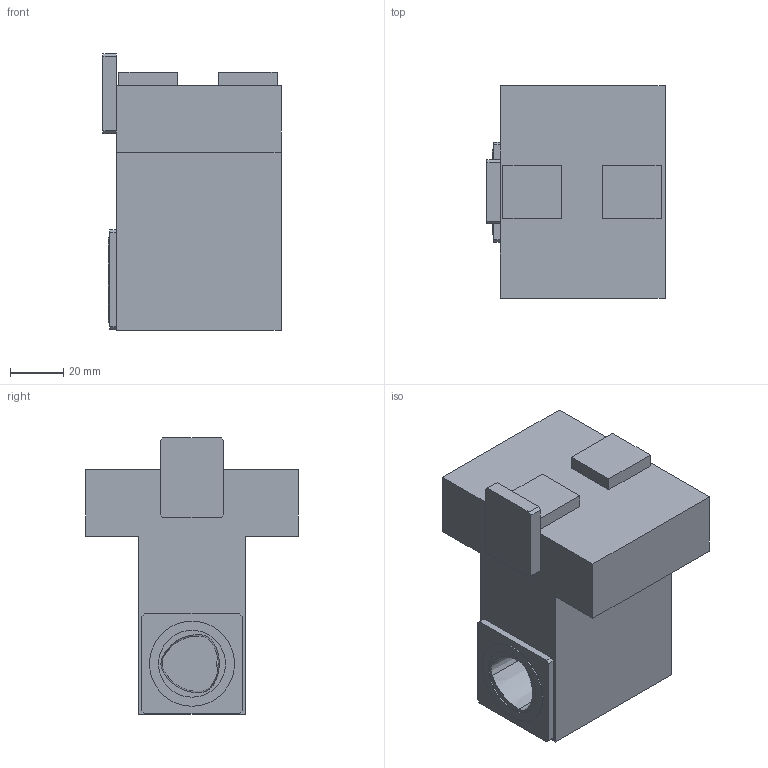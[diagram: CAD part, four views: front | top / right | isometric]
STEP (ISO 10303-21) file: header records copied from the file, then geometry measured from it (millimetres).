
FILE_DESCRIPTION(/* description */ (''),/* implementation_level */ '2;1');
FILE_NAME(/* name */ '1528868242044.stp',/* time_stamp */ '2018-06-13T07:37:27+02:00',/* author */ (''),/* organization */ ('SMS'),/* preprocessor_version */ 'ST-DEVELOPER v15',/* originating_system */ 'SIEMENS PLM Software NX 8.5',/* authorisation */ '');
FILE_SCHEMA (('AUTOMOTIVE_DESIGN { 1 0 10303 214 3 1 1 1 }'));
Length unit declared in the file: millimetre
Products named in the file (1): 200834770mod000_01
Bounding box: 67 x 80 x 104 mm (x, y, z)
Volume: 295054.9 mm3; surface area: 34345 mm2
Topology: 1 solids, 1 shells, 52 faces, 128 edges, 85 vertices
Faces by surface type: plane 43, cone 6, cylinder 3
Full cylindrical faces by diameter (mm): 2 x1, 25.2 x1, 32 x1
Entity records: 1612 total; most frequent: CARTESIAN_POINT 322, DIRECTION 254, ORIENTED_EDGE 248, EDGE_CURVE 124, LINE 106, VECTOR 106, VERTEX_POINT 84, AXIS2_PLACEMENT_3D 74
